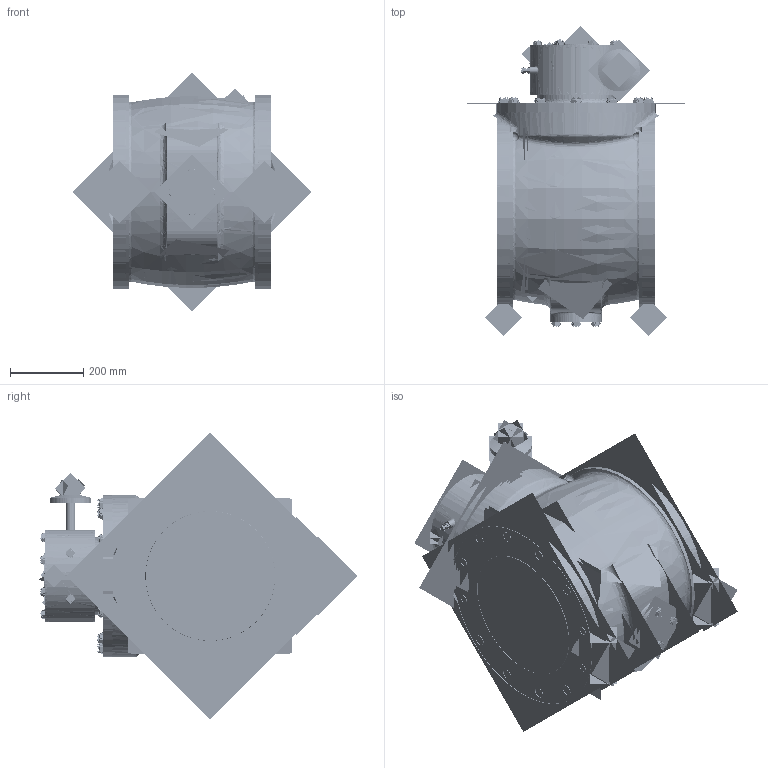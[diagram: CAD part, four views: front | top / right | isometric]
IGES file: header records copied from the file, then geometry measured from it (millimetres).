
Start section:  PTC IGES file: plug_flxfl-14in-nut_asm.igs
Global section: file name: plug_flxfl-14in-nut_asm.igs; native system: Creo Parametric by Parametric Technology Corporation; preprocessor: 2013050; author: HAPPY; organization: Unknown; date: 20170128.152715; units: inch
Bounding box: 653.85 x 908.45 x 784.74 mm (x, y, z)
Volume: 43434151.8 mm3; surface area: 20919970.3 mm2
Topology: 84 solids, 83 shells, 4014 faces, 19637 edges, 24705 vertices
Faces by surface type: revolution 2382, bspline 1526, extrusion 106
